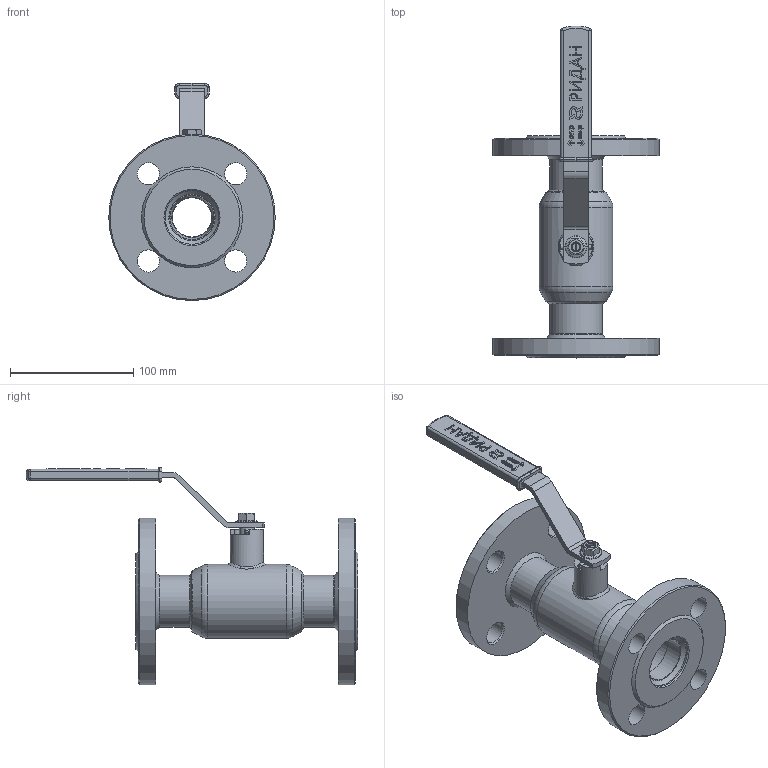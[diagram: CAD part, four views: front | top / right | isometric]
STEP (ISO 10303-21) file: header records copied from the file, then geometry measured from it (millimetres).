
FILE_DESCRIPTION(('TFLEX Exchange Step'),'2;1');
FILE_NAME('065N9623 - Кран шаровой Basic DN32.stp', '2023-08-30T12:05:58+03:00',('RUCO3277'),('Unknown organisation'),'TFLEX Exchange 2022.1','T-FLEX CAD','Unknown authorisation');
FILE_SCHEMA( ('AUTOMOTIVE_DESIGN { 1 0 10303 214 1 1 1 1 }') );
Length unit declared in the file: millimetre
Products named in the file (11): 54XXX038 - Фланец плоский; 54065422 - Штифт; <Другие гайки>Гайка ГОСТ Р ИСО 4161-2013; 24040428R - Грипса; 24040433 - Основание рукоятки; 24040530 - Рукоятка; 24032452-1 - Патрубок; 24040427-1 - Шток; 24040406 - Корпус штока; 24032409 - Корпус (гнутый); 065N9623 - Кран шаровой Basic DN32
Assembly tree (11 placements, depth 3):
  065N9623 - Кран шаровой Basic DN32
    54XXX038 - Фланец плоский
    54065422 - Штифт
    <Другие гайки>Гайка ГОСТ Р ИСО 4161-2013
    24040530 - Рукоятка
      24040428R - Грипса
      24040433 - Основание рукоятки
    24032452-1 - Патрубок  x2
    24040427-1 - Шток
    24040406 - Корпус штока
    24032409 - Корпус (гнутый)
Bounding box: 135 x 269 x 176.2 mm (x, y, z)
Volume: 525683.2 mm3; surface area: 195340.7 mm2
Topology: 19 solids, 19 shells, 542 faces, 1359 edges, 866 vertices
Faces by surface type: plane 291, bspline 79, cylinder 75, torus 49, cone 40, sphere 4, extrusion 4
Full cylindrical faces by diameter (mm): 4.1 x1, 6.647 x1, 8 x1, 11.4 x2, 12 x1, 12.1 x1, 14 x4, 15 x1, 18 x8, 27 x1, 27.4 x1, 31.8 x3, 35.9 x3, 35.95 x3, 38.2 x3, 42.3 x3, 43.5 x2, 53 x1, 60 x1, 135 x2
Entity records: 18801 total; most frequent: CARTESIAN_POINT 6582, ORIENTED_EDGE 2536, DIRECTION 2298, EDGE_CURVE 1268, VERTEX_POINT 828, VECTOR 806, LINE 802, AXIS2_PLACEMENT_3D 746
